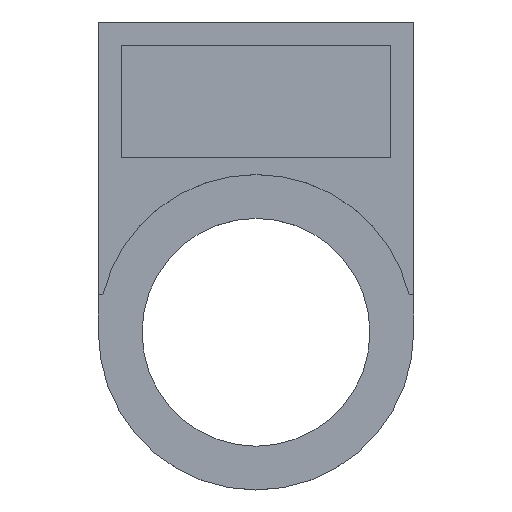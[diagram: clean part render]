
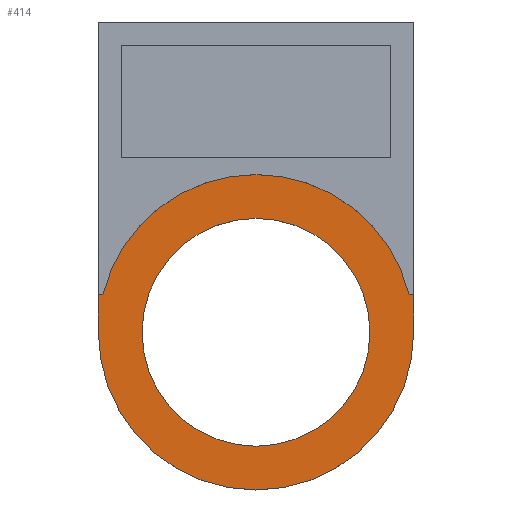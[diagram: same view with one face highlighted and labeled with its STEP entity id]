
A CAD part, top view. The second image highlights one B-rep face of the part: STEP entity #414.
In plain terms, the highlighted planar face has unit normal (0, 0, 1).
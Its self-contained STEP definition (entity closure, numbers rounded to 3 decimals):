
#22 = CIRCLE ( 'NONE', #139, 15.5 ) ;
#26 = ORIENTED_EDGE ( 'NONE', *, *, #147, .F. ) ;
#31 = CARTESIAN_POINT ( 'NONE',  ( -11.2, 0., 2. ) ) ;
#38 = CARTESIAN_POINT ( 'NONE',  ( 0., 0., 2. ) ) ;
#39 = CIRCLE ( 'NONE', #305, 15.5 ) ;
#46 = EDGE_CURVE ( 'NONE', #281, #135, #480, .T. ) ;
#48 = ORIENTED_EDGE ( 'NONE', *, *, #258, .F. ) ;
#59 = CARTESIAN_POINT ( 'NONE',  ( 11.2, 0., 2. ) ) ;
#68 = VERTEX_POINT ( 'NONE', #394 ) ;
#70 = DIRECTION ( 'NONE',  ( 0., 0., 1. ) ) ;
#71 = DIRECTION ( 'NONE',  ( 0., 1., 0. ) ) ;
#79 = DIRECTION ( 'NONE',  ( 0., 0., -1. ) ) ;
#82 = ORIENTED_EDGE ( 'NONE', *, *, #206, .F. ) ;
#93 = VERTEX_POINT ( 'NONE', #550 ) ;
#98 = DIRECTION ( 'NONE',  ( 1., 0., 0. ) ) ;
#101 = LINE ( 'NONE', #506, #104 ) ;
#104 = VECTOR ( 'NONE', #71, 1000. ) ;
#113 = CARTESIAN_POINT ( 'NONE',  ( -15.052, 3.7, 2. ) ) ;
#121 = EDGE_CURVE ( 'NONE', #185, #205, #294, .T. ) ;
#124 = DIRECTION ( 'NONE',  ( 1., 0., 0. ) ) ;
#135 = VERTEX_POINT ( 'NONE', #113 ) ;
#139 = AXIS2_PLACEMENT_3D ( 'NONE', #38, #79, #124 ) ;
#146 = ORIENTED_EDGE ( 'NONE', *, *, #46, .F. ) ;
#147 = EDGE_CURVE ( 'NONE', #496, #281, #101, .T. ) ;
#149 = DIRECTION ( 'NONE',  ( 1., 0., 0. ) ) ;
#150 = DIRECTION ( 'NONE',  ( 0., 0., 1. ) ) ;
#152 = ORIENTED_EDGE ( 'NONE', *, *, #376, .F. ) ;
#154 = DIRECTION ( 'NONE',  ( 1., 0., 0. ) ) ;
#162 = CARTESIAN_POINT ( 'NONE',  ( -20.987, 3.7, 2. ) ) ;
#163 = ORIENTED_EDGE ( 'NONE', *, *, #248, .F. ) ;
#176 = AXIS2_PLACEMENT_3D ( 'NONE', #359, #70, #154 ) ;
#177 = VERTEX_POINT ( 'NONE', #412 ) ;
#185 = VERTEX_POINT ( 'NONE', #31 ) ;
#196 = EDGE_CURVE ( 'NONE', #93, #496, #39, .T. ) ;
#199 = CARTESIAN_POINT ( 'NONE',  ( 0., 0., 2. ) ) ;
#205 = VERTEX_POINT ( 'NONE', #59 ) ;
#206 = EDGE_CURVE ( 'NONE', #205, #185, #463, .T. ) ;
#207 = AXIS2_PLACEMENT_3D ( 'NONE', #199, #282, #323 ) ;
#233 = AXIS2_PLACEMENT_3D ( 'NONE', #264, #150, #98 ) ;
#234 = DIRECTION ( 'NONE',  ( 1., 0., 0. ) ) ;
#243 = EDGE_LOOP ( 'NONE', ( #487, #48, #152, #163, #146, #26 ) ) ;
#248 = EDGE_CURVE ( 'NONE', #135, #68, #22, .T. ) ;
#258 = EDGE_CURVE ( 'NONE', #177, #93, #334, .T. ) ;
#264 = CARTESIAN_POINT ( 'NONE',  ( 0., 0., 2. ) ) ;
#270 = PLANE ( 'NONE',  #207 ) ;
#276 = DIRECTION ( 'NONE',  ( 0., -1., 0. ) ) ;
#280 = EDGE_LOOP ( 'NONE', ( #289, #82 ) ) ;
#281 = VERTEX_POINT ( 'NONE', #478 ) ;
#282 = DIRECTION ( 'NONE',  ( 0., 0., 1. ) ) ;
#289 = ORIENTED_EDGE ( 'NONE', *, *, #121, .F. ) ;
#294 = CIRCLE ( 'NONE', #176, 11.2 ) ;
#305 = AXIS2_PLACEMENT_3D ( 'NONE', #389, #510, #234 ) ;
#323 = DIRECTION ( 'NONE',  ( 1., 0., 0. ) ) ;
#334 = LINE ( 'NONE', #512, #468 ) ;
#349 = VECTOR ( 'NONE', #149, 1000. ) ;
#359 = CARTESIAN_POINT ( 'NONE',  ( 0., 0., 2. ) ) ;
#376 = EDGE_CURVE ( 'NONE', #68, #177, #518, .T. ) ;
#383 = CARTESIAN_POINT ( 'NONE',  ( -15.5, 0., 2. ) ) ;
#389 = CARTESIAN_POINT ( 'NONE',  ( 0., 0., 2. ) ) ;
#394 = CARTESIAN_POINT ( 'NONE',  ( 15.052, 3.7, 2. ) ) ;
#412 = CARTESIAN_POINT ( 'NONE',  ( 15.5, 3.7, 2. ) ) ;
#414 = ADVANCED_FACE ( 'NONE', ( #471, #490 ), #270, .T. ) ;
#436 = DIRECTION ( 'NONE',  ( 1., 0., 0. ) ) ;
#463 = CIRCLE ( 'NONE', #233, 11.2 ) ;
#468 = VECTOR ( 'NONE', #276, 1000. ) ;
#471 = FACE_BOUND ( 'NONE', #280, .T. ) ;
#478 = CARTESIAN_POINT ( 'NONE',  ( -15.5, 3.7, 2. ) ) ;
#480 = LINE ( 'NONE', #497, #349 ) ;
#487 = ORIENTED_EDGE ( 'NONE', *, *, #196, .F. ) ;
#490 = FACE_OUTER_BOUND ( 'NONE', #243, .T. ) ;
#496 = VERTEX_POINT ( 'NONE', #383 ) ;
#497 = CARTESIAN_POINT ( 'NONE',  ( -20.987, 3.7, 2. ) ) ;
#506 = CARTESIAN_POINT ( 'NONE',  ( -15.5, 0., 2. ) ) ;
#510 = DIRECTION ( 'NONE',  ( 0., 0., -1. ) ) ;
#512 = CARTESIAN_POINT ( 'NONE',  ( 15.5, 0., 2. ) ) ;
#518 = LINE ( 'NONE', #162, #551 ) ;
#550 = CARTESIAN_POINT ( 'NONE',  ( 15.5, 0., 2. ) ) ;
#551 = VECTOR ( 'NONE', #436, 1000. ) ;
